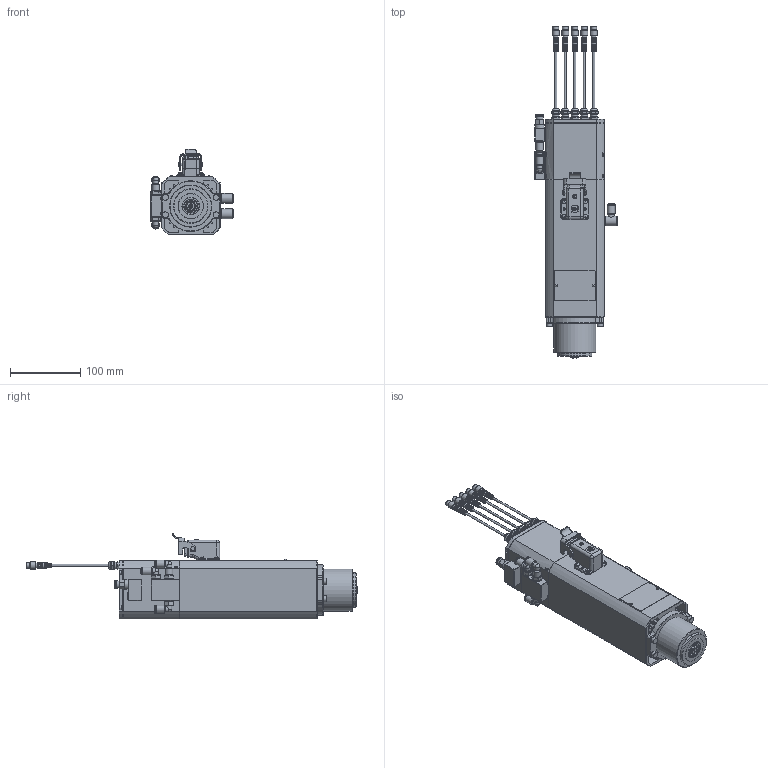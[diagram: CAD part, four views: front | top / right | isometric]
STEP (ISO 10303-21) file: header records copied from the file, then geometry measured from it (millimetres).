
FILE_DESCRIPTION(/* description */ ('Alibre Inc.'),/* implementation_level */ '2;1');
FILE_NAME(/* name */ 'export-2B75EB1E-E794-49A9-914C-BA75816272B0',/* time_stamp */ '2024-06-24T10:03:43+02:00',/* author */ (''),/* organization */ (''),/* preprocessor_version */ 'ST-DEVELOPER v17',/* originating_system */ 'Alibre',/* authorisation */ '');
FILE_SCHEMA (('AUTOMOTIVE_DESIGN'));
Length unit declared in the file: millimetre
Products named in the file (1): STEP_COMTC410005
Bounding box: 118.51 x 472.2 x 122.09 mm (x, y, z)
Volume: 1958482.3 mm3; surface area: 225057.5 mm2
Topology: 1 solids, 26 shells, 3037 faces, 8082 edges, 5283 vertices
Faces by surface type: plane 1407, cylinder 772, torus 351, cone 303, bspline 179, sphere 25
Full cylindrical faces by diameter (mm): 0.6 x5, 0.753 x1, 0.986 x1, 1 x20, 1.75 x5, 2.387 x4, 2.4 x1, 2.49 x2, 2.5 x9, 2.6 x6, 2.796 x4, 3 x30, 3.2 x4, 3.25 x4, 3.5 x4, 3.8 x3, 4.2 x6, 4.3 x4, 4.5 x11, 4.8 x7, 5 x16, 5.5 x6, 5.6 x4, 5.8 x5, 6 x3, 6.2 x5, 6.8 x5, 7.18 x10, 7.66 x10, 8 x25
Entity records: 98180 total; most frequent: CARTESIAN_POINT 22038, ORIENTED_EDGE 16062, DIRECTION 13514, EDGE_CURVE 8031, AXIS2_PLACEMENT_3D 5656, VERTEX_POINT 5283, VECTOR 3960, LINE 3960
